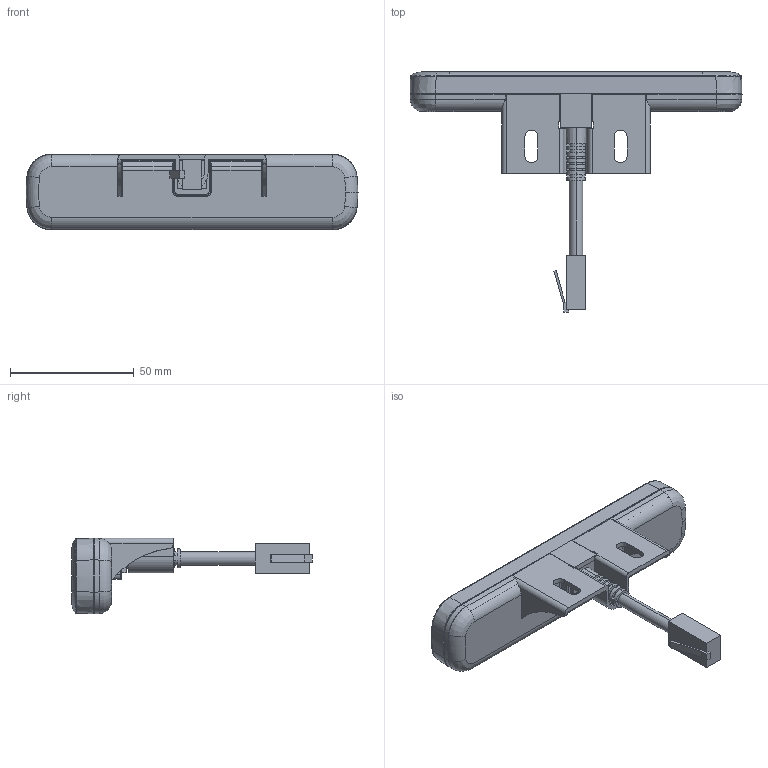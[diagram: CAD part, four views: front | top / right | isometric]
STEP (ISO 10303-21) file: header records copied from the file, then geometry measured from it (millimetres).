
FILE_DESCRIPTION((''),'2;1');
FILE_NAME('JCHT35M13-900_ASM','2020-01-07T12:47:05',('u'),('捷昌驱动'),'CREO PARAMETRIC BY PTC INC, 2018100','CREO PARAMETRIC BY PTC INC, 2018100','');
FILE_SCHEMA(('CONFIG_CONTROL_DESIGN'));
Length unit declared in the file: millimetre
Products named in the file (7): _X_E5_X_9B_X_BE_X_E5_X_9D_X_97_; JCHT35M13-SK_A_ASM; JCHT35M13-XK_A; Y_A; JCHT35M13-MJ_A; DOCUMENT_A_ASM; JCHT35M13-900_ASM
Assembly tree (6 placements, depth 4):
  JCHT35M13-900_ASM
    DOCUMENT_A_ASM
      JCHT35M13-SK_A_ASM
        _X_E5_X_9B_X_BE_X_E5_X_9D_X_97_
      JCHT35M13-XK_A
      Y_A
      JCHT35M13-MJ_A
Bounding box: 134.09 x 97 x 30.51 mm (x, y, z)
Volume: 22858.2 mm3; surface area: 44394.5 mm2
Topology: 3 solids, 7 shells, 844 faces, 2738 edges, 1848 vertices
Faces by surface type: plane 531, cylinder 184, bspline 63, cone 43, torus 14, sphere 9
Entity records: 36627 total; most frequent: CARTESIAN_POINT 13010, ORIENTED_EDGE 5106, DIRECTION 4476, EDGE_CURVE 2726, VERTEX_POINT 1848, VECTOR 1722, LINE 1722, AXIS2_PLACEMENT_3D 1377
